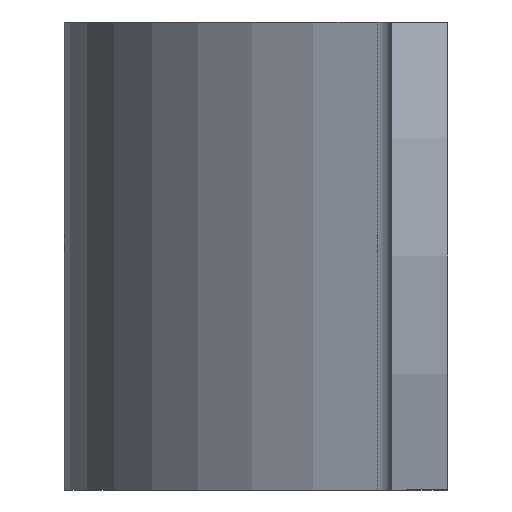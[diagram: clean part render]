
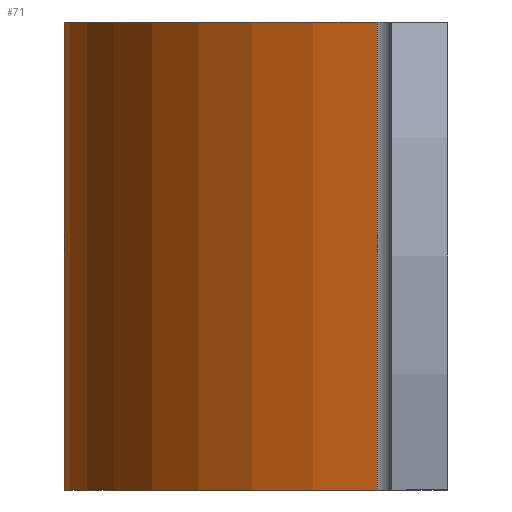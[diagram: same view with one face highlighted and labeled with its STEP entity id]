
A CAD part, left-side view. The second image highlights one B-rep face of the part: STEP entity #71.
In plain terms, the highlighted cylindrical face has radius 22 mm (diameter 44 mm), a partial arc.
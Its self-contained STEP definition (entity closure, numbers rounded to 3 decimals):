
#31 = EDGE_CURVE ( 'NONE', #658, #338, #603, .T. ) ;
#34 = ORIENTED_EDGE ( 'NONE', *, *, #132, .T. ) ;
#37 = VECTOR ( 'NONE', #107, 1000. ) ;
#49 = ORIENTED_EDGE ( 'NONE', *, *, #632, .T. ) ;
#71 = ADVANCED_FACE ( 'NONE', ( #591 ), #573, .T. ) ;
#72 = DIRECTION ( 'NONE',  ( 0., 0., 1. ) ) ;
#73 = AXIS2_PLACEMENT_3D ( 'NONE', #399, #95, #455 ) ;
#95 = DIRECTION ( 'NONE',  ( 0., 0., 1. ) ) ;
#107 = DIRECTION ( 'NONE',  ( 0., 0., 1. ) ) ;
#132 = EDGE_CURVE ( 'NONE', #658, #275, #278, .T. ) ;
#148 = DIRECTION ( 'NONE',  ( -1., 0., 0. ) ) ;
#166 = CARTESIAN_POINT ( 'NONE',  ( 21.362, 3.761, 12.5 ) ) ;
#176 = LINE ( 'NONE', #304, #37 ) ;
#180 = ORIENTED_EDGE ( 'NONE', *, *, #31, .F. ) ;
#220 = EDGE_LOOP ( 'NONE', ( #258, #49, #180, #34 ) ) ;
#258 = ORIENTED_EDGE ( 'NONE', *, *, #492, .T. ) ;
#275 = VERTEX_POINT ( 'NONE', #419 ) ;
#278 = LINE ( 'NONE', #166, #398 ) ;
#280 = VERTEX_POINT ( 'NONE', #588 ) ;
#296 = AXIS2_PLACEMENT_3D ( 'NONE', #384, #72, #300 ) ;
#300 = DIRECTION ( 'NONE',  ( 1., 0., 0. ) ) ;
#304 = CARTESIAN_POINT ( 'NONE',  ( -21.362, 3.761, 12.5 ) ) ;
#338 = VERTEX_POINT ( 'NONE', #478 ) ;
#384 = CARTESIAN_POINT ( 'NONE',  ( 0., -1.5, 12.5 ) ) ;
#398 = VECTOR ( 'NONE', #649, 1000. ) ;
#399 = CARTESIAN_POINT ( 'NONE',  ( 0., -1.5, -12.5 ) ) ;
#404 = AXIS2_PLACEMENT_3D ( 'NONE', #406, #523, #148 ) ;
#406 = CARTESIAN_POINT ( 'NONE',  ( 0., -1.5, 12.5 ) ) ;
#414 = CARTESIAN_POINT ( 'NONE',  ( 21.362, 3.761, 12.5 ) ) ;
#419 = CARTESIAN_POINT ( 'NONE',  ( 21.362, 3.761, -12.5 ) ) ;
#455 = DIRECTION ( 'NONE',  ( 1., 0., 0. ) ) ;
#478 = CARTESIAN_POINT ( 'NONE',  ( -21.362, 3.761, 12.5 ) ) ;
#492 = EDGE_CURVE ( 'NONE', #275, #280, #651, .T. ) ;
#523 = DIRECTION ( 'NONE',  ( 0., 0., -1. ) ) ;
#573 = CYLINDRICAL_SURFACE ( 'NONE', #404, 22. ) ;
#588 = CARTESIAN_POINT ( 'NONE',  ( -21.362, 3.761, -12.5 ) ) ;
#591 = FACE_OUTER_BOUND ( 'NONE', #220, .T. ) ;
#603 = CIRCLE ( 'NONE', #296, 22. ) ;
#632 = EDGE_CURVE ( 'NONE', #280, #338, #176, .T. ) ;
#649 = DIRECTION ( 'NONE',  ( 0., 0., -1. ) ) ;
#651 = CIRCLE ( 'NONE', #73, 22. ) ;
#658 = VERTEX_POINT ( 'NONE', #414 ) ;
